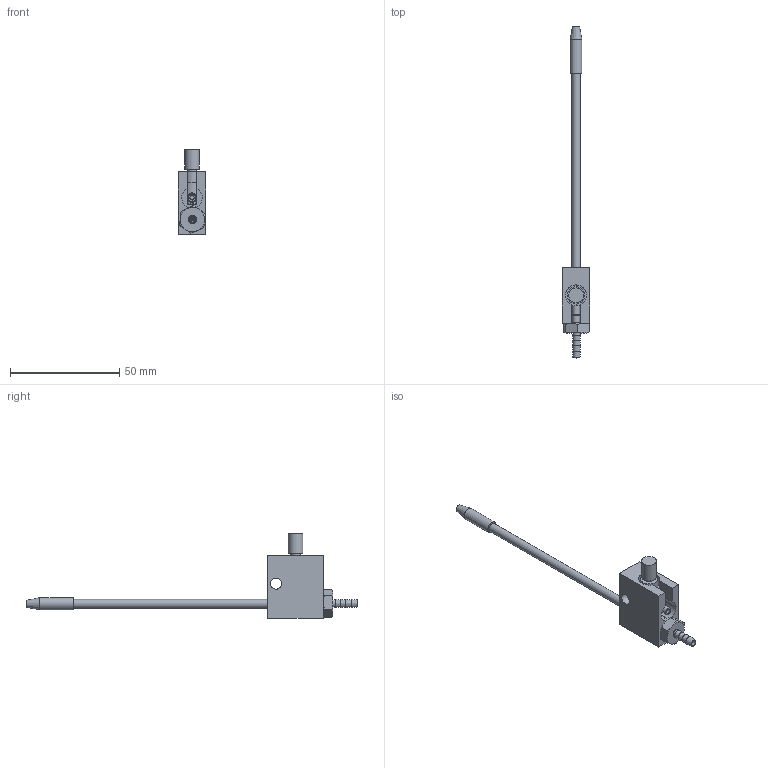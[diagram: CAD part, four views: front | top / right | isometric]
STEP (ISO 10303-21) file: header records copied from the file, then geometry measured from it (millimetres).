
FILE_DESCRIPTION(/* description */ (''),/* implementation_level */ '2;1');
FILE_NAME(/* name */ 'NoMisterMisty-Assy v2.step',/* time_stamp */ '2019-03-21T15:33:53-04:00',/* author */ ('tomae'),/* organization */ (''),/* preprocessor_version */ 'ST-DEVELOPER v17.2',/* originating_system */ 'Autodesk Translation Framework v7.6.0.251',/* authorisation */ '');
FILE_SCHEMA (('AUTOMOTIVE_DESIGN { 1 0 10303 214 3 1 1 }'));
Length unit declared in the file: millimetre
Products named in the file (5): NoMisterMisty-Assy; NMM_Body_V1; NMM_Nozzle_V1; NMM_Adapter-18Fem-18Brb_V1; NMM_Needle-Valve_V1
Assembly tree (4 placements, depth 2):
  NoMisterMisty-Assy
    NMM_Body_V1
    NMM_Nozzle_V1
    NMM_Adapter-18Fem-18Brb_V1
    NMM_Needle-Valve_V1
Bounding box: 12.7 x 151.75 x 38.73 mm (x, y, z)
Volume: 9921 mm3; surface area: 8520.9 mm2
Topology: 4 solids, 4 shells, 99 faces, 237 edges, 165 vertices
Faces by surface type: plane 40, cone 30, cylinder 24, bspline 5
Full cylindrical faces by diameter (mm): 1.016 x2, 2.032 x2, 2.343 x1, 2.362 x1, 2.383 x1, 3.391 x3, 3.442 x1, 3.969 x1, 4.013 x1, 4.255 x1, 5.105 x1, 5.486 x1, 6.82 x1, 7.874 x1, 8.433 x1, 8.913 x1, 9.525 x1
Entity records: 7674 total; most frequent: CARTESIAN_POINT 5223, DIRECTION 484, ORIENTED_EDGE 474, EDGE_CURVE 237, AXIS2_PLACEMENT_3D 207, VERTEX_POINT 165, EDGE_LOOP 128, CIRCLE 100
